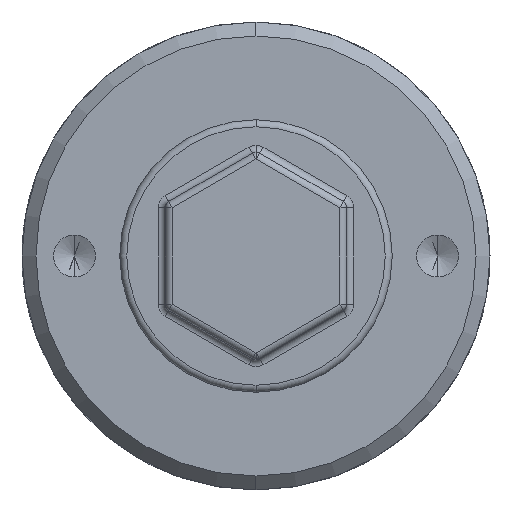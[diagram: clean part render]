
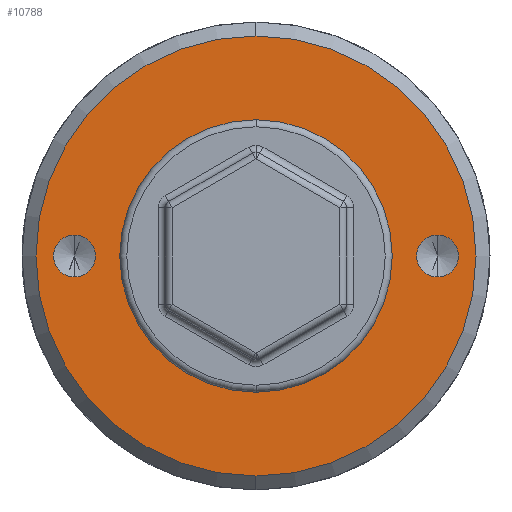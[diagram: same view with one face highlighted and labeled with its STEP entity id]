
A CAD part, left-side view. The second image highlights one B-rep face of the part: STEP entity #10788.
In plain terms, the highlighted planar face has unit normal (-1, 0, 0).
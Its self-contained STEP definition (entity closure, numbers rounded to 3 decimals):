
#247 = EDGE_CURVE ( 'NONE', #19025, #2226, #18195, .T. ) ;
#300 = FACE_BOUND ( 'NONE', #18755, .T. ) ;
#480 = CARTESIAN_POINT ( 'NONE',  ( -109.9, 0., -15.75 ) ) ;
#540 = CIRCLE ( 'NONE', #8868, 15.75 ) ;
#571 = DIRECTION ( 'NONE',  ( 0., 0., -1. ) ) ;
#748 = AXIS2_PLACEMENT_3D ( 'NONE', #1036, #20861, #9187 ) ;
#805 = CARTESIAN_POINT ( 'NONE',  ( -109.9, 0., 5.95 ) ) ;
#851 = ORIENTED_EDGE ( 'NONE', *, *, #18491, .T. ) ;
#901 = DIRECTION ( 'NONE',  ( 0., 0., 1. ) ) ;
#1036 = CARTESIAN_POINT ( 'NONE',  ( -109.9, 0., 0. ) ) ;
#1147 = EDGE_LOOP ( 'NONE', ( #1920, #16493 ) ) ;
#1225 = CARTESIAN_POINT ( 'NONE',  ( -109.9, -13., 0. ) ) ;
#1294 = DIRECTION ( 'NONE',  ( -1., 0., 0. ) ) ;
#1410 = VERTEX_POINT ( 'NONE', #2558 ) ;
#1920 = ORIENTED_EDGE ( 'NONE', *, *, #5525, .F. ) ;
#2226 = VERTEX_POINT ( 'NONE', #14749 ) ;
#2267 = ORIENTED_EDGE ( 'NONE', *, *, #15862, .F. ) ;
#2558 = CARTESIAN_POINT ( 'NONE',  ( -109.9, 13., -1.5 ) ) ;
#2961 = CARTESIAN_POINT ( 'NONE',  ( -109.9, 13., 1.5 ) ) ;
#3232 = DIRECTION ( 'NONE',  ( -1., 0., 0. ) ) ;
#3310 = DIRECTION ( 'NONE',  ( 0., 0., 1. ) ) ;
#4030 = CIRCLE ( 'NONE', #5278, 1.5 ) ;
#4038 = VERTEX_POINT ( 'NONE', #5809 ) ;
#4130 = DIRECTION ( 'NONE',  ( 0., 0., -1. ) ) ;
#4155 = AXIS2_PLACEMENT_3D ( 'NONE', #19405, #1294, #13066 ) ;
#4429 = CARTESIAN_POINT ( 'NONE',  ( -109.9, -13., 0. ) ) ;
#4504 = CIRCLE ( 'NONE', #748, 15.75 ) ;
#4722 = VERTEX_POINT ( 'NONE', #2961 ) ;
#4743 = FACE_BOUND ( 'NONE', #6866, .T. ) ;
#4780 = AXIS2_PLACEMENT_3D ( 'NONE', #20737, #20882, #4130 ) ;
#5040 = CIRCLE ( 'NONE', #12495, 1.5 ) ;
#5278 = AXIS2_PLACEMENT_3D ( 'NONE', #20946, #12475, #901 ) ;
#5512 = FACE_BOUND ( 'NONE', #1147, .T. ) ;
#5525 = EDGE_CURVE ( 'NONE', #4722, #1410, #7166, .T. ) ;
#5554 = EDGE_CURVE ( 'NONE', #4038, #8354, #12390, .T. ) ;
#5636 = ORIENTED_EDGE ( 'NONE', *, *, #16467, .T. ) ;
#5675 = VERTEX_POINT ( 'NONE', #480 ) ;
#5809 = CARTESIAN_POINT ( 'NONE',  ( -109.9, -13., -1.5 ) ) ;
#6181 = DIRECTION ( 'NONE',  ( -1., 0., 0. ) ) ;
#6739 = CARTESIAN_POINT ( 'NONE',  ( -109.9, -13., 1.5 ) ) ;
#6866 = EDGE_LOOP ( 'NONE', ( #2267, #14678 ) ) ;
#7166 = CIRCLE ( 'NONE', #4155, 1.5 ) ;
#7511 = DIRECTION ( 'NONE',  ( -1., 0., 0. ) ) ;
#8354 = VERTEX_POINT ( 'NONE', #6739 ) ;
#8460 = EDGE_CURVE ( 'NONE', #1410, #4722, #4030, .T. ) ;
#8868 = AXIS2_PLACEMENT_3D ( 'NONE', #21445, #3232, #3310 ) ;
#8970 = EDGE_LOOP ( 'NONE', ( #12687, #851 ) ) ;
#9187 = DIRECTION ( 'NONE',  ( 0., 0., 1. ) ) ;
#9698 = FACE_OUTER_BOUND ( 'NONE', #8970, .T. ) ;
#10787 = EDGE_CURVE ( 'NONE', #5675, #17734, #4504, .T. ) ;
#10788 = ADVANCED_FACE ( 'NONE', ( #9698, #5512, #4743, #300 ), #20563, .T. ) ;
#11876 = ORIENTED_EDGE ( 'NONE', *, *, #247, .T. ) ;
#11938 = AXIS2_PLACEMENT_3D ( 'NONE', #11995, #18678, #571 ) ;
#11995 = CARTESIAN_POINT ( 'NONE',  ( -109.9, 0., 0. ) ) ;
#12390 = CIRCLE ( 'NONE', #12670, 1.5 ) ;
#12475 = DIRECTION ( 'NONE',  ( -1., 0., 0. ) ) ;
#12495 = AXIS2_PLACEMENT_3D ( 'NONE', #4429, #12657, #17498 ) ;
#12657 = DIRECTION ( 'NONE',  ( -1., 0., 0. ) ) ;
#12670 = AXIS2_PLACEMENT_3D ( 'NONE', #1225, #6181, #12935 ) ;
#12687 = ORIENTED_EDGE ( 'NONE', *, *, #10787, .T. ) ;
#12740 = CARTESIAN_POINT ( 'NONE',  ( -109.9, 0., 15.75 ) ) ;
#12935 = DIRECTION ( 'NONE',  ( 0., 0., 1. ) ) ;
#13066 = DIRECTION ( 'NONE',  ( 0., 0., 1. ) ) ;
#13972 = CARTESIAN_POINT ( 'NONE',  ( -109.9, 0., 0. ) ) ;
#14678 = ORIENTED_EDGE ( 'NONE', *, *, #5554, .F. ) ;
#14749 = CARTESIAN_POINT ( 'NONE',  ( -109.9, 0., -5.95 ) ) ;
#15862 = EDGE_CURVE ( 'NONE', #8354, #4038, #5040, .T. ) ;
#16150 = DIRECTION ( 'NONE',  ( 0., 0., 1. ) ) ;
#16467 = EDGE_CURVE ( 'NONE', #2226, #19025, #18027, .T. ) ;
#16493 = ORIENTED_EDGE ( 'NONE', *, *, #8460, .F. ) ;
#17498 = DIRECTION ( 'NONE',  ( 0., 0., 1. ) ) ;
#17734 = VERTEX_POINT ( 'NONE', #12740 ) ;
#18027 = CIRCLE ( 'NONE', #11938, 5.95 ) ;
#18195 = CIRCLE ( 'NONE', #4780, 5.95 ) ;
#18491 = EDGE_CURVE ( 'NONE', #17734, #5675, #540, .T. ) ;
#18678 = DIRECTION ( 'NONE',  ( 1., 0., 0. ) ) ;
#18755 = EDGE_LOOP ( 'NONE', ( #5636, #11876 ) ) ;
#19025 = VERTEX_POINT ( 'NONE', #805 ) ;
#19405 = CARTESIAN_POINT ( 'NONE',  ( -109.9, 13., 0. ) ) ;
#19699 = AXIS2_PLACEMENT_3D ( 'NONE', #13972, #7511, #16150 ) ;
#20563 = PLANE ( 'NONE',  #19699 ) ;
#20737 = CARTESIAN_POINT ( 'NONE',  ( -109.9, 0., 0. ) ) ;
#20861 = DIRECTION ( 'NONE',  ( -1., 0., 0. ) ) ;
#20882 = DIRECTION ( 'NONE',  ( 1., 0., 0. ) ) ;
#20946 = CARTESIAN_POINT ( 'NONE',  ( -109.9, 13., 0. ) ) ;
#21445 = CARTESIAN_POINT ( 'NONE',  ( -109.9, 0., 0. ) ) ;
